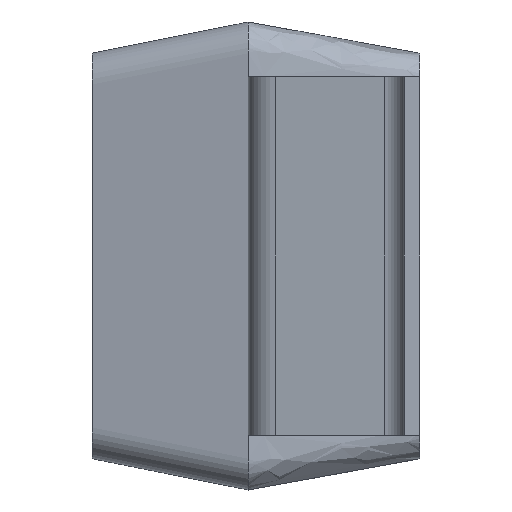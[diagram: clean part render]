
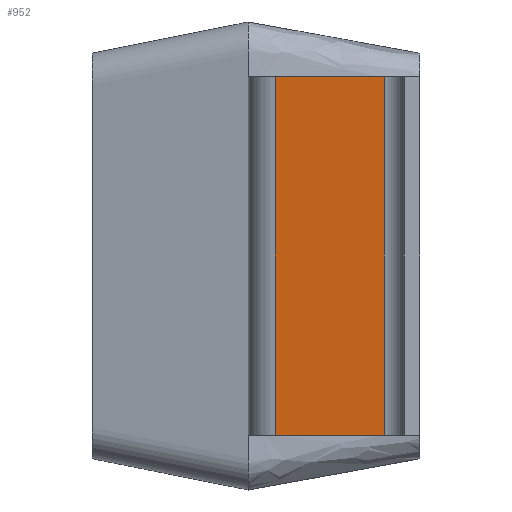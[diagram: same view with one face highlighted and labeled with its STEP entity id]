
A CAD part, left-side view. The second image highlights one B-rep face of the part: STEP entity #952.
In plain terms, the highlighted planar face has unit normal (-0.991, 0.137, 0).
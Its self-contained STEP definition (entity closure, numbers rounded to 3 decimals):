
#11 = DIRECTION ( 'NONE',  ( -0.991, 0.137, 0. ) ) ;
#40 = LINE ( 'NONE', #1931, #918 ) ;
#51 = EDGE_CURVE ( 'NONE', #2192, #1694, #480, .T. ) ;
#132 = VECTOR ( 'NONE', #1691, 1000. ) ;
#136 = CARTESIAN_POINT ( 'NONE',  ( -2.095, -0.871, -1.15 ) ) ;
#253 = CARTESIAN_POINT ( 'NONE',  ( -2.095, -0.871, 1.15 ) ) ;
#480 = LINE ( 'NONE', #666, #1698 ) ;
#494 = EDGE_CURVE ( 'NONE', #721, #1694, #735, .T. ) ;
#503 = EDGE_CURVE ( 'NONE', #1258, #2192, #40, .T. ) ;
#551 = CARTESIAN_POINT ( 'NONE',  ( -2.095, -0.871, -1.15 ) ) ;
#616 = CARTESIAN_POINT ( 'NONE',  ( -1.998, -0.173, 1.15 ) ) ;
#666 = CARTESIAN_POINT ( 'NONE',  ( -2.095, -0.871, 1.15 ) ) ;
#700 = CARTESIAN_POINT ( 'NONE',  ( -2.095, -0.871, -1.15 ) ) ;
#721 = VERTEX_POINT ( 'NONE', #551 ) ;
#735 = LINE ( 'NONE', #2062, #1814 ) ;
#757 = ORIENTED_EDGE ( 'NONE', *, *, #503, .F. ) ;
#918 = VECTOR ( 'NONE', #1080, 1000. ) ;
#944 = PLANE ( 'NONE',  #1388 ) ;
#952 = ADVANCED_FACE ( 'NONE', ( #2118 ), #944, .T. ) ;
#1041 = ORIENTED_EDGE ( 'NONE', *, *, #1289, .T. ) ;
#1058 = EDGE_LOOP ( 'NONE', ( #1793, #1134, #757, #1041 ) ) ;
#1080 = DIRECTION ( 'NONE',  ( 0., 0., 1. ) ) ;
#1134 = ORIENTED_EDGE ( 'NONE', *, *, #51, .F. ) ;
#1258 = VERTEX_POINT ( 'NONE', #2184 ) ;
#1289 = EDGE_CURVE ( 'NONE', #1258, #721, #1669, .T. ) ;
#1388 = AXIS2_PLACEMENT_3D ( 'NONE', #700, #11, #1900 ) ;
#1545 = DIRECTION ( 'NONE',  ( -0.137, -0.991, 0. ) ) ;
#1669 = LINE ( 'NONE', #136, #132 ) ;
#1691 = DIRECTION ( 'NONE',  ( -0.137, -0.991, 0. ) ) ;
#1694 = VERTEX_POINT ( 'NONE', #253 ) ;
#1698 = VECTOR ( 'NONE', #1545, 1000. ) ;
#1735 = DIRECTION ( 'NONE',  ( 0., 0., 1. ) ) ;
#1793 = ORIENTED_EDGE ( 'NONE', *, *, #494, .T. ) ;
#1814 = VECTOR ( 'NONE', #1735, 1000. ) ;
#1900 = DIRECTION ( 'NONE',  ( -0.137, -0.991, 0. ) ) ;
#1931 = CARTESIAN_POINT ( 'NONE',  ( -1.998, -0.173, -1.15 ) ) ;
#2062 = CARTESIAN_POINT ( 'NONE',  ( -2.095, -0.871, -1.15 ) ) ;
#2118 = FACE_OUTER_BOUND ( 'NONE', #1058, .T. ) ;
#2184 = CARTESIAN_POINT ( 'NONE',  ( -1.998, -0.173, -1.15 ) ) ;
#2192 = VERTEX_POINT ( 'NONE', #616 ) ;
